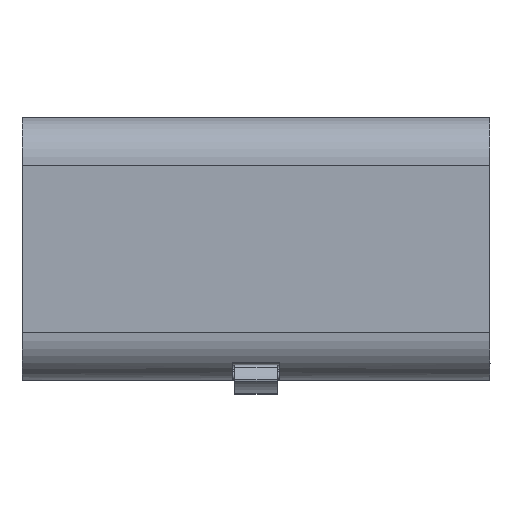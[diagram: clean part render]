
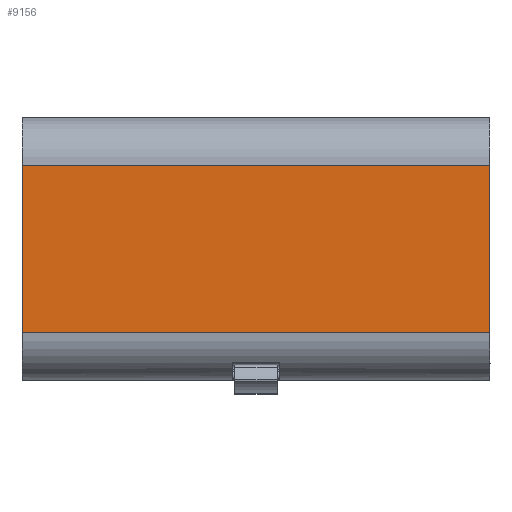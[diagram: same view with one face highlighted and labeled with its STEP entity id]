
A CAD part, front view. The second image highlights one B-rep face of the part: STEP entity #9156.
In plain terms, the highlighted planar face has unit normal (0, -1, 0).
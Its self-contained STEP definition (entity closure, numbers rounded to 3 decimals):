
#1058=FACE_OUTER_BOUND('',#1592,.T.);
#1592=EDGE_LOOP('',(#8335,#8336,#8337,#8338));
#2479=LINE('',#16966,#3409);
#2516=LINE('',#17349,#3446);
#2519=LINE('',#17357,#3449);
#2522=LINE('',#17425,#3452);
#3409=VECTOR('',#12271,10.);
#3446=VECTOR('',#12388,10.);
#3449=VECTOR('',#12397,10.);
#3452=VECTOR('',#12406,10.);
#4387=VERTEX_POINT('',#16963);
#4388=VERTEX_POINT('',#16965);
#4433=VERTEX_POINT('',#17347);
#4434=VERTEX_POINT('',#17353);
#5659=EDGE_CURVE('',#4387,#4388,#2479,.T.);
#5728=EDGE_CURVE('',#4433,#4387,#2516,.T.);
#5732=EDGE_CURVE('',#4388,#4434,#2519,.T.);
#5736=EDGE_CURVE('',#4433,#4434,#2522,.T.);
#8335=ORIENTED_EDGE('',*,*,#5728,.F.);
#8336=ORIENTED_EDGE('',*,*,#5736,.T.);
#8337=ORIENTED_EDGE('',*,*,#5732,.F.);
#8338=ORIENTED_EDGE('',*,*,#5659,.F.);
#8670=PLANE('',#10015);
#9156=ADVANCED_FACE('',(#1058),#8670,.T.);
#10015=AXIS2_PLACEMENT_3D('',#17426,#12407,#12408);
#12271=DIRECTION('',(0.,0.,1.));
#12388=DIRECTION('',(-1.,0.,0.));
#12397=DIRECTION('',(1.,0.,0.));
#12406=DIRECTION('',(0.,0.,1.));
#12407=DIRECTION('center_axis',(0.,-1.,0.));
#12408=DIRECTION('ref_axis',(1.,0.,0.));
#16963=CARTESIAN_POINT('',(-110.738,-110.462,-35.));
#16965=CARTESIAN_POINT('',(-110.738,-110.462,35.));
#16966=CARTESIAN_POINT('',(-110.738,-110.462,0.));
#17347=CARTESIAN_POINT('',(85.262,-110.462,-35.));
#17349=CARTESIAN_POINT('',(-61.738,-110.462,-35.));
#17353=CARTESIAN_POINT('',(85.262,-110.462,35.));
#17357=CARTESIAN_POINT('',(-61.738,-110.462,35.));
#17425=CARTESIAN_POINT('',(85.262,-110.462,0.));
#17426=CARTESIAN_POINT('Origin',(-110.738,-110.462,0.));
